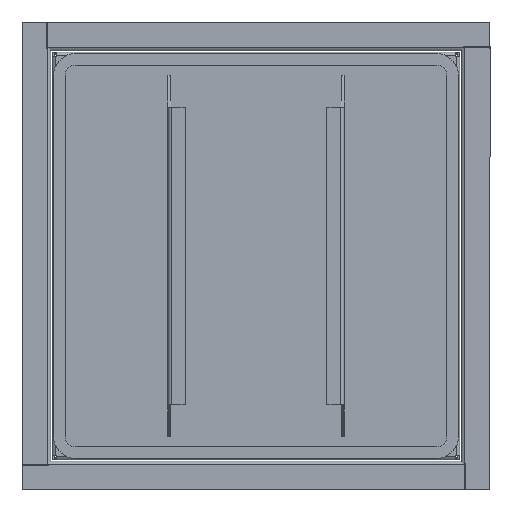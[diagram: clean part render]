
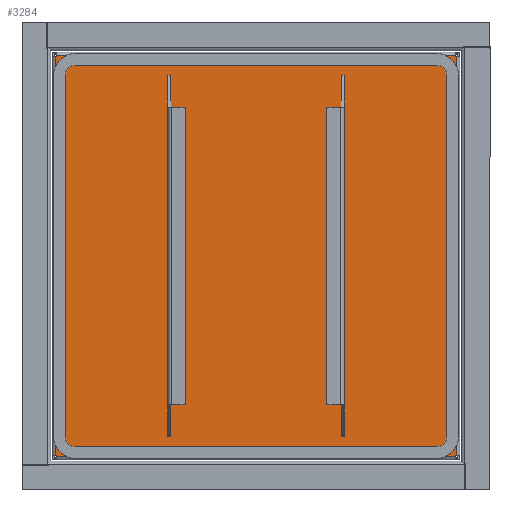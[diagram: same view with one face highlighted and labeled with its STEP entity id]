
A CAD part, front view. The second image highlights one B-rep face of the part: STEP entity #3284.
In plain terms, the highlighted face is planar.
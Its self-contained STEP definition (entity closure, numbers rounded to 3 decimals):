
#31 = ORIENTED_EDGE ( 'NONE', *, *, #699, .T. ) ;
#32 = ORIENTED_EDGE ( 'NONE', *, *, #3099, .T. ) ;
#44 = CARTESIAN_POINT ( 'NONE',  ( -138.1, -138.5, 19. ) ) ;
#48 = CARTESIAN_POINT ( 'NONE',  ( -138.1, 138.1, 19. ) ) ;
#72 = VECTOR ( 'NONE', #3541, 1000. ) ;
#121 = CARTESIAN_POINT ( 'NONE',  ( 138.1, -138.5, 19. ) ) ;
#134 = DIRECTION ( 'NONE',  ( 0., 1., 0. ) ) ;
#165 = EDGE_CURVE ( 'NONE', #2923, #1962, #3264, .T. ) ;
#183 = DIRECTION ( 'NONE',  ( 1., 0., 0. ) ) ;
#220 = CARTESIAN_POINT ( 'NONE',  ( -138.1, -141.1, 19. ) ) ;
#239 = VECTOR ( 'NONE', #1755, 1000. ) ;
#298 = DIRECTION ( 'NONE',  ( 0., -1., 0. ) ) ;
#329 = CARTESIAN_POINT ( 'NONE',  ( 138.1, 138.1, 19. ) ) ;
#362 = LINE ( 'NONE', #3050, #707 ) ;
#388 = ORIENTED_EDGE ( 'NONE', *, *, #2810, .T. ) ;
#465 = ORIENTED_EDGE ( 'NONE', *, *, #2252, .T. ) ;
#508 = VERTEX_POINT ( 'NONE', #1368 ) ;
#554 = CARTESIAN_POINT ( 'NONE',  ( -138.5, -138.1, 19. ) ) ;
#575 = EDGE_CURVE ( 'NONE', #2991, #2962, #1486, .T. ) ;
#699 = EDGE_CURVE ( 'NONE', #1798, #2923, #1190, .T. ) ;
#707 = VECTOR ( 'NONE', #183, 1000. ) ;
#804 = LINE ( 'NONE', #3601, #2870 ) ;
#813 = ORIENTED_EDGE ( 'NONE', *, *, #3163, .T. ) ;
#863 = VERTEX_POINT ( 'NONE', #2422 ) ;
#948 = EDGE_CURVE ( 'NONE', #1962, #3493, #362, .T. ) ;
#974 = CARTESIAN_POINT ( 'NONE',  ( 138.1, 138.5, 19. ) ) ;
#979 = VERTEX_POINT ( 'NONE', #974 ) ;
#1000 = DIRECTION ( 'NONE',  ( 0., -1., 0. ) ) ;
#1007 = EDGE_CURVE ( 'NONE', #1719, #979, #1484, .T. ) ;
#1025 = CARTESIAN_POINT ( 'NONE',  ( -141.1, 138.1, 19. ) ) ;
#1032 = VECTOR ( 'NONE', #1873, 1000. ) ;
#1059 = LINE ( 'NONE', #2427, #239 ) ;
#1069 = EDGE_CURVE ( 'NONE', #979, #2590, #1059, .T. ) ;
#1190 = LINE ( 'NONE', #1976, #2340 ) ;
#1249 = VECTOR ( 'NONE', #134, 1000. ) ;
#1256 = VECTOR ( 'NONE', #298, 1000. ) ;
#1260 = CARTESIAN_POINT ( 'NONE',  ( -141.1, -141.1, 19. ) ) ;
#1266 = LINE ( 'NONE', #1025, #1483 ) ;
#1304 = CARTESIAN_POINT ( 'NONE',  ( 138.1, -141.1, 19. ) ) ;
#1330 = VECTOR ( 'NONE', #3270, 1000. ) ;
#1336 = EDGE_CURVE ( 'NONE', #863, #1719, #3191, .T. ) ;
#1363 = ORIENTED_EDGE ( 'NONE', *, *, #948, .T. ) ;
#1368 = CARTESIAN_POINT ( 'NONE',  ( -138.5, 138.1, 19. ) ) ;
#1369 = ORIENTED_EDGE ( 'NONE', *, *, #1007, .T. ) ;
#1466 = ORIENTED_EDGE ( 'NONE', *, *, #575, .T. ) ;
#1483 = VECTOR ( 'NONE', #2084, 1000. ) ;
#1484 = LINE ( 'NONE', #1304, #1249 ) ;
#1486 = LINE ( 'NONE', #2677, #1534 ) ;
#1534 = VECTOR ( 'NONE', #3633, 1000. ) ;
#1537 = LINE ( 'NONE', #1551, #72 ) ;
#1541 = EDGE_CURVE ( 'NONE', #2590, #1802, #804, .T. ) ;
#1551 = CARTESIAN_POINT ( 'NONE',  ( 138.5, 138.1, 19. ) ) ;
#1579 = AXIS2_PLACEMENT_3D ( 'NONE', #1260, #3638, #1835 ) ;
#1719 = VERTEX_POINT ( 'NONE', #329 ) ;
#1736 = CARTESIAN_POINT ( 'NONE',  ( -138.1, -138.1, 19. ) ) ;
#1755 = DIRECTION ( 'NONE',  ( -1., 0., 0. ) ) ;
#1762 = CARTESIAN_POINT ( 'NONE',  ( 138.5, -138.1, 19. ) ) ;
#1798 = VERTEX_POINT ( 'NONE', #554 ) ;
#1801 = CARTESIAN_POINT ( 'NONE',  ( -138.1, 138.5, 19. ) ) ;
#1802 = VERTEX_POINT ( 'NONE', #48 ) ;
#1835 = DIRECTION ( 'NONE',  ( 1., 0., 0. ) ) ;
#1873 = DIRECTION ( 'NONE',  ( 0., 1., 0. ) ) ;
#1962 = VERTEX_POINT ( 'NONE', #44 ) ;
#1976 = CARTESIAN_POINT ( 'NONE',  ( -141.1, -138.1, 19. ) ) ;
#1986 = CARTESIAN_POINT ( 'NONE',  ( -141.1, 138.1, 19. ) ) ;
#2084 = DIRECTION ( 'NONE',  ( -1., 0., 0. ) ) ;
#2157 = LINE ( 'NONE', #3250, #1256 ) ;
#2182 = PLANE ( 'NONE',  #1579 ) ;
#2185 = ORIENTED_EDGE ( 'NONE', *, *, #1336, .T. ) ;
#2252 = EDGE_CURVE ( 'NONE', #1802, #508, #1266, .T. ) ;
#2340 = VECTOR ( 'NONE', #2473, 1000. ) ;
#2422 = CARTESIAN_POINT ( 'NONE',  ( 138.5, 138.1, 19. ) ) ;
#2427 = CARTESIAN_POINT ( 'NONE',  ( -138.1, 138.5, 19. ) ) ;
#2467 = ORIENTED_EDGE ( 'NONE', *, *, #1541, .T. ) ;
#2473 = DIRECTION ( 'NONE',  ( 1., 0., 0. ) ) ;
#2518 = FACE_OUTER_BOUND ( 'NONE', #2819, .T. ) ;
#2590 = VERTEX_POINT ( 'NONE', #1801 ) ;
#2636 = ORIENTED_EDGE ( 'NONE', *, *, #1069, .T. ) ;
#2656 = CARTESIAN_POINT ( 'NONE',  ( 138.1, -141.1, 19. ) ) ;
#2677 = CARTESIAN_POINT ( 'NONE',  ( -141.1, -138.1, 19. ) ) ;
#2810 = EDGE_CURVE ( 'NONE', #508, #1798, #2157, .T. ) ;
#2819 = EDGE_LOOP ( 'NONE', ( #465, #388, #31, #2885, #1363, #32, #1466, #813, #2185, #1369, #2636, #2467 ) ) ;
#2870 = VECTOR ( 'NONE', #1000, 1000. ) ;
#2885 = ORIENTED_EDGE ( 'NONE', *, *, #165, .T. ) ;
#2919 = CARTESIAN_POINT ( 'NONE',  ( 138.1, -138.1, 19. ) ) ;
#2923 = VERTEX_POINT ( 'NONE', #1736 ) ;
#2962 = VERTEX_POINT ( 'NONE', #1762 ) ;
#2991 = VERTEX_POINT ( 'NONE', #2919 ) ;
#3050 = CARTESIAN_POINT ( 'NONE',  ( 138.1, -138.5, 19. ) ) ;
#3099 = EDGE_CURVE ( 'NONE', #3493, #2991, #3327, .T. ) ;
#3163 = EDGE_CURVE ( 'NONE', #2962, #863, #1537, .T. ) ;
#3191 = LINE ( 'NONE', #1986, #1330 ) ;
#3250 = CARTESIAN_POINT ( 'NONE',  ( -138.5, -138.1, 19. ) ) ;
#3264 = LINE ( 'NONE', #220, #3342 ) ;
#3270 = DIRECTION ( 'NONE',  ( -1., 0., 0. ) ) ;
#3284 = ADVANCED_FACE ( 'NONE', ( #2518 ), #2182, .T. ) ;
#3308 = DIRECTION ( 'NONE',  ( 0., -1., 0. ) ) ;
#3327 = LINE ( 'NONE', #2656, #1032 ) ;
#3342 = VECTOR ( 'NONE', #3308, 1000. ) ;
#3493 = VERTEX_POINT ( 'NONE', #121 ) ;
#3541 = DIRECTION ( 'NONE',  ( 0., 1., 0. ) ) ;
#3601 = CARTESIAN_POINT ( 'NONE',  ( -138.1, -141.1, 19. ) ) ;
#3633 = DIRECTION ( 'NONE',  ( 1., 0., 0. ) ) ;
#3638 = DIRECTION ( 'NONE',  ( 0., 0., 1. ) ) ;
